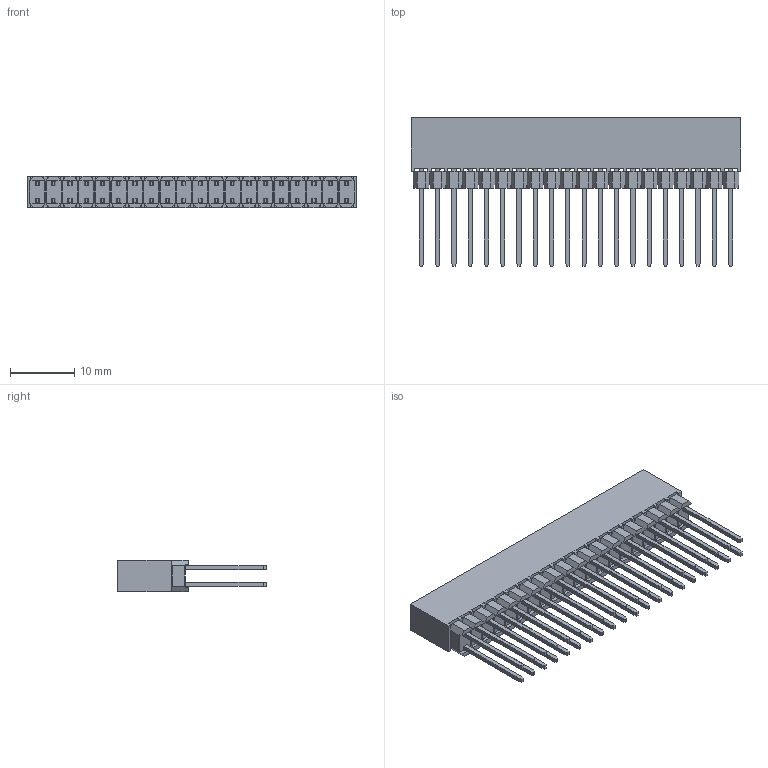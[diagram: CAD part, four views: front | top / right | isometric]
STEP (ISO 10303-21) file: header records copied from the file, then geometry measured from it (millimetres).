
FILE_DESCRIPTION(('STEP AP203'),'1');
FILE_NAME(' ',' ',('TraceParts'),('TraceParts S.A.'),'XStep 1.0',' ',' ');
FILE_SCHEMA(('CONFIG_CONTROL_DESIGN'));
Length unit declared in the file: millimetre
Products named in the file (42): 1; 2; 3; 4; 5; 6; 7; 8; 9; 10; 11; 12; 13; 14; 15; 16; 17; 18; 19; 20; 21; 22; 23; 24; 25; 26; 27; 28; 29; 30; 31; 32; 33; 34; 35; 36; 37; 38; 39; 40 ...
Bounding box: 51.46 x 23.24 x 4.95 mm (x, y, z)
Volume: 2430 mm3; surface area: 6735.7 mm2
Topology: 42 solids, 42 shells, 2928 faces, 7776 edges, 4972 vertices
Faces by surface type: plane 2648, cylinder 280
Entity records: 90780 total; most frequent: CARTESIAN_POINT 15718, ORIENTED_EDGE 15552, DIRECTION 14276, EDGE_CURVE 7776, LINE 7216, VECTOR 7216, VERTEX_POINT 4972, AXIS2_PLACEMENT_3D 3530
